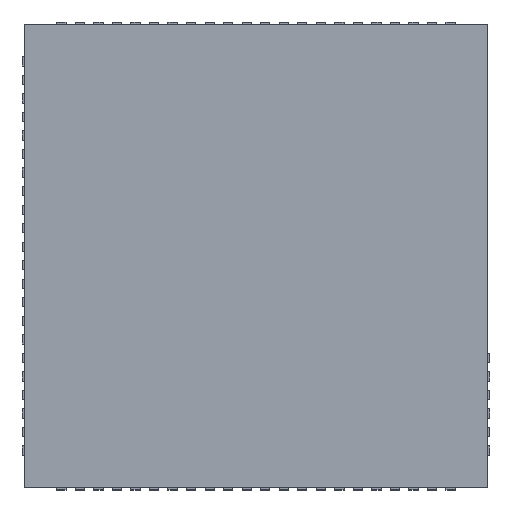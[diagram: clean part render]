
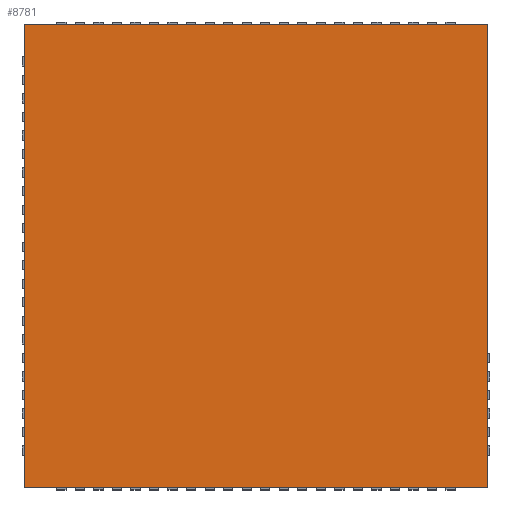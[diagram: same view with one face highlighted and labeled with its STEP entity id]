
A CAD part, top view. The second image highlights one B-rep face of the part: STEP entity #8781.
In plain terms, the highlighted planar face has unit normal (0, 0, 1).
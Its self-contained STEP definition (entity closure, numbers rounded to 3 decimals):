
#8467 = VERTEX_POINT('',#8468);
#8468 = CARTESIAN_POINT('',(0.,0.,0.8));
#8475 = PLANE('',#8476);
#8476 = AXIS2_PLACEMENT_3D('',#8477,#8478,#8479);
#8477 = CARTESIAN_POINT('',(0.,0.,0.));
#8478 = DIRECTION('',(0.,1.,0.));
#8479 = DIRECTION('',(1.,0.,0.));
#8487 = PLANE('',#8488);
#8488 = AXIS2_PLACEMENT_3D('',#8489,#8490,#8491);
#8489 = CARTESIAN_POINT('',(0.,10.,0.));
#8490 = DIRECTION('',(1.,0.,0.));
#8491 = DIRECTION('',(0.,-1.,0.));
#8499 = EDGE_CURVE('',#8467,#8500,#8502,.T.);
#8500 = VERTEX_POINT('',#8501);
#8501 = CARTESIAN_POINT('',(10.,0.,0.8));
#8502 = SURFACE_CURVE('',#8503,(#8507,#8514),.PCURVE_S1.);
#8503 = LINE('',#8504,#8505);
#8504 = CARTESIAN_POINT('',(0.,0.,0.8));
#8505 = VECTOR('',#8506,1.);
#8506 = DIRECTION('',(1.,0.,0.));
#8507 = PCURVE('',#8475,#8508);
#8508 = DEFINITIONAL_REPRESENTATION('',(#8509),#8513);
#8509 = LINE('',#8510,#8511);
#8510 = CARTESIAN_POINT('',(0.,-0.8));
#8511 = VECTOR('',#8512,1.);
#8512 = DIRECTION('',(1.,0.));
#8513 = ( GEOMETRIC_REPRESENTATION_CONTEXT(2) 
PARAMETRIC_REPRESENTATION_CONTEXT() REPRESENTATION_CONTEXT('2D SPACE',''
  ) );
#8514 = PCURVE('',#8515,#8520);
#8515 = PLANE('',#8516);
#8516 = AXIS2_PLACEMENT_3D('',#8517,#8518,#8519);
#8517 = CARTESIAN_POINT('',(5.,5.,0.8));
#8518 = DIRECTION('',(0.,0.,1.));
#8519 = DIRECTION('',(1.,0.,0.));
#8520 = DEFINITIONAL_REPRESENTATION('',(#8521),#8525);
#8521 = LINE('',#8522,#8523);
#8522 = CARTESIAN_POINT('',(-5.,-5.));
#8523 = VECTOR('',#8524,1.);
#8524 = DIRECTION('',(1.,0.));
#8525 = ( GEOMETRIC_REPRESENTATION_CONTEXT(2) 
PARAMETRIC_REPRESENTATION_CONTEXT() REPRESENTATION_CONTEXT('2D SPACE',''
  ) );
#8543 = PLANE('',#8544);
#8544 = AXIS2_PLACEMENT_3D('',#8545,#8546,#8547);
#8545 = CARTESIAN_POINT('',(10.,0.,0.));
#8546 = DIRECTION('',(-1.,0.,0.));
#8547 = DIRECTION('',(0.,1.,0.));
#8585 = EDGE_CURVE('',#8500,#8586,#8588,.T.);
#8586 = VERTEX_POINT('',#8587);
#8587 = CARTESIAN_POINT('',(10.,10.,0.8));
#8588 = SURFACE_CURVE('',#8589,(#8593,#8600),.PCURVE_S1.);
#8589 = LINE('',#8590,#8591);
#8590 = CARTESIAN_POINT('',(10.,0.,0.8));
#8591 = VECTOR('',#8592,1.);
#8592 = DIRECTION('',(0.,1.,0.));
#8593 = PCURVE('',#8543,#8594);
#8594 = DEFINITIONAL_REPRESENTATION('',(#8595),#8599);
#8595 = LINE('',#8596,#8597);
#8596 = CARTESIAN_POINT('',(0.,-0.8));
#8597 = VECTOR('',#8598,1.);
#8598 = DIRECTION('',(1.,0.));
#8599 = ( GEOMETRIC_REPRESENTATION_CONTEXT(2) 
PARAMETRIC_REPRESENTATION_CONTEXT() REPRESENTATION_CONTEXT('2D SPACE',''
  ) );
#8600 = PCURVE('',#8515,#8601);
#8601 = DEFINITIONAL_REPRESENTATION('',(#8602),#8606);
#8602 = LINE('',#8603,#8604);
#8603 = CARTESIAN_POINT('',(5.,-5.));
#8604 = VECTOR('',#8605,1.);
#8605 = DIRECTION('',(0.,1.));
#8606 = ( GEOMETRIC_REPRESENTATION_CONTEXT(2) 
PARAMETRIC_REPRESENTATION_CONTEXT() REPRESENTATION_CONTEXT('2D SPACE',''
  ) );
#8624 = PLANE('',#8625);
#8625 = AXIS2_PLACEMENT_3D('',#8626,#8627,#8628);
#8626 = CARTESIAN_POINT('',(10.,10.,0.));
#8627 = DIRECTION('',(0.,-1.,0.));
#8628 = DIRECTION('',(-1.,0.,0.));
#8661 = EDGE_CURVE('',#8586,#8662,#8664,.T.);
#8662 = VERTEX_POINT('',#8663);
#8663 = CARTESIAN_POINT('',(0.,10.,0.8));
#8664 = SURFACE_CURVE('',#8665,(#8669,#8676),.PCURVE_S1.);
#8665 = LINE('',#8666,#8667);
#8666 = CARTESIAN_POINT('',(10.,10.,0.8));
#8667 = VECTOR('',#8668,1.);
#8668 = DIRECTION('',(-1.,0.,0.));
#8669 = PCURVE('',#8624,#8670);
#8670 = DEFINITIONAL_REPRESENTATION('',(#8671),#8675);
#8671 = LINE('',#8672,#8673);
#8672 = CARTESIAN_POINT('',(0.,-0.8));
#8673 = VECTOR('',#8674,1.);
#8674 = DIRECTION('',(1.,0.));
#8675 = ( GEOMETRIC_REPRESENTATION_CONTEXT(2) 
PARAMETRIC_REPRESENTATION_CONTEXT() REPRESENTATION_CONTEXT('2D SPACE',''
  ) );
#8676 = PCURVE('',#8515,#8677);
#8677 = DEFINITIONAL_REPRESENTATION('',(#8678),#8682);
#8678 = LINE('',#8679,#8680);
#8679 = CARTESIAN_POINT('',(5.,5.));
#8680 = VECTOR('',#8681,1.);
#8681 = DIRECTION('',(-1.,0.));
#8682 = ( GEOMETRIC_REPRESENTATION_CONTEXT(2) 
PARAMETRIC_REPRESENTATION_CONTEXT() REPRESENTATION_CONTEXT('2D SPACE',''
  ) );
#8732 = EDGE_CURVE('',#8662,#8467,#8733,.T.);
#8733 = SURFACE_CURVE('',#8734,(#8738,#8745),.PCURVE_S1.);
#8734 = LINE('',#8735,#8736);
#8735 = CARTESIAN_POINT('',(0.,10.,0.8));
#8736 = VECTOR('',#8737,1.);
#8737 = DIRECTION('',(0.,-1.,0.));
#8738 = PCURVE('',#8487,#8739);
#8739 = DEFINITIONAL_REPRESENTATION('',(#8740),#8744);
#8740 = LINE('',#8741,#8742);
#8741 = CARTESIAN_POINT('',(0.,-0.8));
#8742 = VECTOR('',#8743,1.);
#8743 = DIRECTION('',(1.,0.));
#8744 = ( GEOMETRIC_REPRESENTATION_CONTEXT(2) 
PARAMETRIC_REPRESENTATION_CONTEXT() REPRESENTATION_CONTEXT('2D SPACE',''
  ) );
#8745 = PCURVE('',#8515,#8746);
#8746 = DEFINITIONAL_REPRESENTATION('',(#8747),#8751);
#8747 = LINE('',#8748,#8749);
#8748 = CARTESIAN_POINT('',(-5.,5.));
#8749 = VECTOR('',#8750,1.);
#8750 = DIRECTION('',(0.,-1.));
#8751 = ( GEOMETRIC_REPRESENTATION_CONTEXT(2) 
PARAMETRIC_REPRESENTATION_CONTEXT() REPRESENTATION_CONTEXT('2D SPACE',''
  ) );
#8781 = ADVANCED_FACE('',(#8782),#8515,.T.);
#8782 = FACE_BOUND('',#8783,.T.);
#8783 = EDGE_LOOP('',(#8784,#8785,#8786,#8787));
#8784 = ORIENTED_EDGE('',*,*,#8499,.T.);
#8785 = ORIENTED_EDGE('',*,*,#8585,.T.);
#8786 = ORIENTED_EDGE('',*,*,#8661,.T.);
#8787 = ORIENTED_EDGE('',*,*,#8732,.T.);
